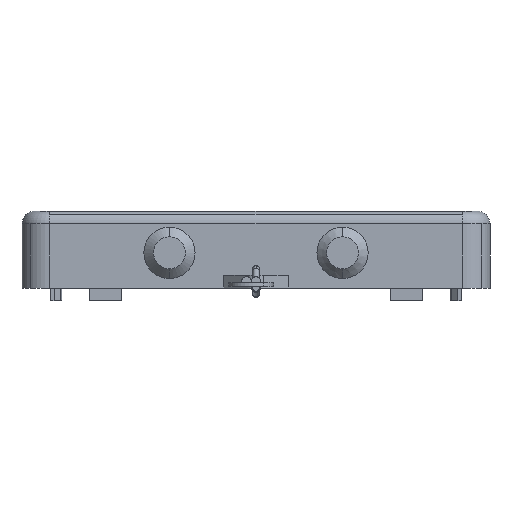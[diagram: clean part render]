
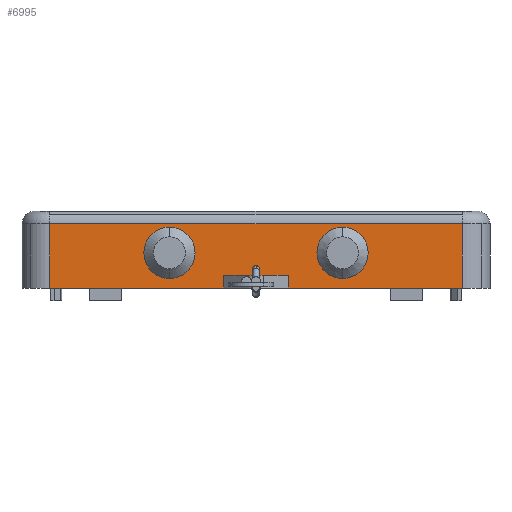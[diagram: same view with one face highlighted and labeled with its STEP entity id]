
A CAD part, front view. The second image highlights one B-rep face of the part: STEP entity #6995.
In plain terms, the highlighted planar face has unit normal (0, -1, 0).
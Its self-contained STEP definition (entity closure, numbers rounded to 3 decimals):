
#1659=CARTESIAN_POINT('',(-32.2,-21.5,0.0));
#1660=VERTEX_POINT('',#1659);
#1668=CARTESIAN_POINT('',(-32.2,-21.5,10.));
#1669=VERTEX_POINT('',#1668);
#1670=CARTESIAN_POINT('',(-32.2,-21.5,0.0));
#1671=DIRECTION('',(0.0,0.0,1.0));
#1672=VECTOR('',#1671,10.);
#1673=LINE('',#1670,#1672);
#1674=EDGE_CURVE('',#1660,#1669,#1673,.T.);
#1861=CARTESIAN_POINT('',(13.5,-21.5,9.5));
#1862=VERTEX_POINT('',#1861);
#1878=CARTESIAN_POINT('',(13.5,-21.5,1.5));
#1879=VERTEX_POINT('',#1878);
#1886=CARTESIAN_POINT('',(13.5,-21.5,5.5));
#1887=DIRECTION('',(0.0,1.0,0.0));
#1888=DIRECTION('',(0.0,0.0,1.0));
#1889=AXIS2_PLACEMENT_3D('',#1886,#1887,#1888);
#1890=CIRCLE('',#1889,4.);
#1891=EDGE_CURVE('',#1862,#1879,#1890,.T.);
#1956=CARTESIAN_POINT('',(-13.5,-21.5,9.5));
#1957=VERTEX_POINT('',#1956);
#1973=CARTESIAN_POINT('',(-13.5,-21.5,1.5));
#1974=VERTEX_POINT('',#1973);
#1981=CARTESIAN_POINT('',(-13.5,-21.5,5.5));
#1982=DIRECTION('',(0.0,1.0,0.0));
#1983=DIRECTION('',(0.0,0.0,1.0));
#1984=AXIS2_PLACEMENT_3D('',#1981,#1982,#1983);
#1985=CIRCLE('',#1984,4.);
#1986=EDGE_CURVE('',#1957,#1974,#1985,.T.);
#6198=CARTESIAN_POINT('',(-13.5,-21.5,5.5));
#6199=DIRECTION('',(0.0,1.0,0.0));
#6200=DIRECTION('',(0.0,0.0,1.0));
#6201=AXIS2_PLACEMENT_3D('',#6198,#6199,#6200);
#6202=CIRCLE('',#6201,4.);
#6203=EDGE_CURVE('',#1974,#1957,#6202,.T.);
#6250=CARTESIAN_POINT('',(13.5,-21.5,5.5));
#6251=DIRECTION('',(0.0,1.0,0.0));
#6252=DIRECTION('',(0.0,0.0,1.0));
#6253=AXIS2_PLACEMENT_3D('',#6250,#6251,#6252);
#6254=CIRCLE('',#6253,4.);
#6255=EDGE_CURVE('',#1879,#1862,#6254,.T.);
#6333=CARTESIAN_POINT('',(-5.0,-21.5,2.0));
#6334=VERTEX_POINT('',#6333);
#6341=CARTESIAN_POINT('',(-5.0,-21.5,0.0));
#6342=VERTEX_POINT('',#6341);
#6343=CARTESIAN_POINT('',(-5.0,-21.5,0.0));
#6344=DIRECTION('',(0.0,0.0,1.0));
#6345=VECTOR('',#6344,2.0);
#6346=LINE('',#6343,#6345);
#6347=EDGE_CURVE('',#6342,#6334,#6346,.T.);
#6364=CARTESIAN_POINT('',(5.0,-21.5,2.0));
#6365=VERTEX_POINT('',#6364);
#6373=CARTESIAN_POINT('',(5.0,-21.5,0.0));
#6374=VERTEX_POINT('',#6373);
#6381=CARTESIAN_POINT('',(5.0,-21.5,2.0));
#6382=DIRECTION('',(0.0,0.0,-1.0));
#6383=VECTOR('',#6382,2.0);
#6384=LINE('',#6381,#6383);
#6385=EDGE_CURVE('',#6365,#6374,#6384,.T.);
#6397=CARTESIAN_POINT('',(-5.0,-21.5,2.0));
#6398=DIRECTION('',(1.0,0.0,0.0));
#6399=VECTOR('',#6398,10.0);
#6400=LINE('',#6397,#6399);
#6401=EDGE_CURVE('',#6334,#6365,#6400,.T.);
#6779=CARTESIAN_POINT('',(32.2,-21.5,10.));
#6780=VERTEX_POINT('',#6779);
#6781=CARTESIAN_POINT('',(-32.2,-21.5,10.));
#6782=DIRECTION('',(1.0,0.0,0.0));
#6783=VECTOR('',#6782,64.4);
#6784=LINE('',#6781,#6783);
#6785=EDGE_CURVE('',#1669,#6780,#6784,.T.);
#6831=CARTESIAN_POINT('',(32.2,-21.5,0.0));
#6832=VERTEX_POINT('',#6831);
#6833=CARTESIAN_POINT('',(32.2,-21.5,10.));
#6834=DIRECTION('',(0.0,0.0,-1.0));
#6835=VECTOR('',#6834,10.);
#6836=LINE('',#6833,#6835);
#6837=EDGE_CURVE('',#6780,#6832,#6836,.T.);
#6962=CARTESIAN_POINT('',(36.5,-21.5,0.0));
#6963=DIRECTION('',(0.0,-1.0,0.0));
#6964=DIRECTION('',(0.0,0.0,-1.0));
#6965=AXIS2_PLACEMENT_3D('',#6962,#6963,#6964);
#6966=PLANE('',#6965);
#6967=ORIENTED_EDGE('',*,*,#6385,.T.);
#6968=CARTESIAN_POINT('',(32.2,-21.5,0.0));
#6969=DIRECTION('',(-1.0,0.0,0.0));
#6970=VECTOR('',#6969,27.2);
#6971=LINE('',#6968,#6970);
#6972=EDGE_CURVE('',#6832,#6374,#6971,.T.);
#6973=ORIENTED_EDGE('',*,*,#6972,.F.);
#6974=ORIENTED_EDGE('',*,*,#6837,.F.);
#6975=ORIENTED_EDGE('',*,*,#6785,.F.);
#6976=ORIENTED_EDGE('',*,*,#1674,.F.);
#6977=CARTESIAN_POINT('',(-5.0,-21.5,0.0));
#6978=DIRECTION('',(-1.0,0.0,0.0));
#6979=VECTOR('',#6978,27.2);
#6980=LINE('',#6977,#6979);
#6981=EDGE_CURVE('',#6342,#1660,#6980,.T.);
#6982=ORIENTED_EDGE('',*,*,#6981,.F.);
#6983=ORIENTED_EDGE('',*,*,#6347,.T.);
#6984=ORIENTED_EDGE('',*,*,#6401,.T.);
#6985=EDGE_LOOP('',(#6967,#6973,#6974,#6975,#6976,#6982,#6983,#6984));
#6986=FACE_OUTER_BOUND('',#6985,.T.);
#6987=ORIENTED_EDGE('',*,*,#1986,.T.);
#6988=ORIENTED_EDGE('',*,*,#6203,.T.);
#6989=EDGE_LOOP('',(#6987,#6988));
#6990=FACE_BOUND('',#6989,.T.);
#6991=ORIENTED_EDGE('',*,*,#1891,.T.);
#6992=ORIENTED_EDGE('',*,*,#6255,.T.);
#6993=EDGE_LOOP('',(#6991,#6992));
#6994=FACE_BOUND('',#6993,.T.);
#6995=ADVANCED_FACE('',(#6986,#6990,#6994),#6966,.T.);
